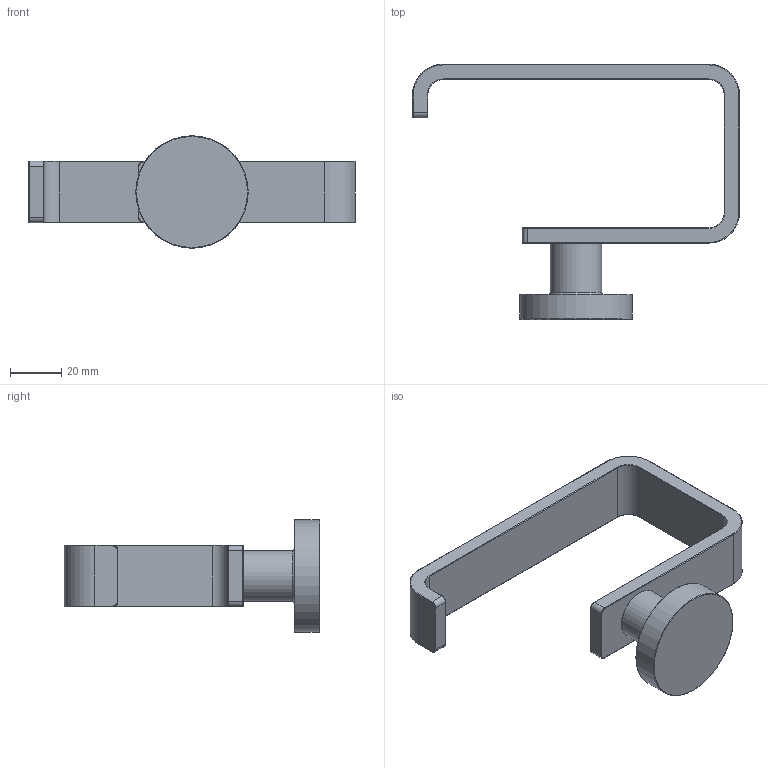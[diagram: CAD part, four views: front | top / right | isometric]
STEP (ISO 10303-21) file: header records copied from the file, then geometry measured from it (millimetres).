
FILE_DESCRIPTION(/* description */ (''),/* implementation_level */ '2;1');
FILE_NAME(/* name */ 'PX3 3D.stp',/* time_stamp */ '2017-08-22T15:55:21-04:00',/* author */ ('simono'),/* organization */ (''),/* preprocessor_version */ 'ST-DEVELOPER v15.6',/* originating_system */ 'Autodesk Inventor 2015',/* authorisation */ '');
FILE_SCHEMA (('AUTOMOTIVE_DESIGN { 1 0 10303 214 3 1 1 }'));
Length unit declared in the file: millimetre
Products named in the file (1): PX3 3D
Bounding box: 128 x 100 x 44 mm (x, y, z)
Volume: 60966.1 mm3; surface area: 21630.7 mm2
Topology: 1 solids, 1 shells, 70 faces, 154 edges, 88 vertices
Faces by surface type: cylinder 32, torus 24, plane 14
Full cylindrical faces by diameter (mm): 20 x1, 44 x1
Entity records: 1992 total; most frequent: DIRECTION 378, CARTESIAN_POINT 307, ORIENTED_EDGE 296, AXIS2_PLACEMENT_3D 159, EDGE_CURVE 148, CIRCLE 88, VERTEX_POINT 88, EDGE_LOOP 78
